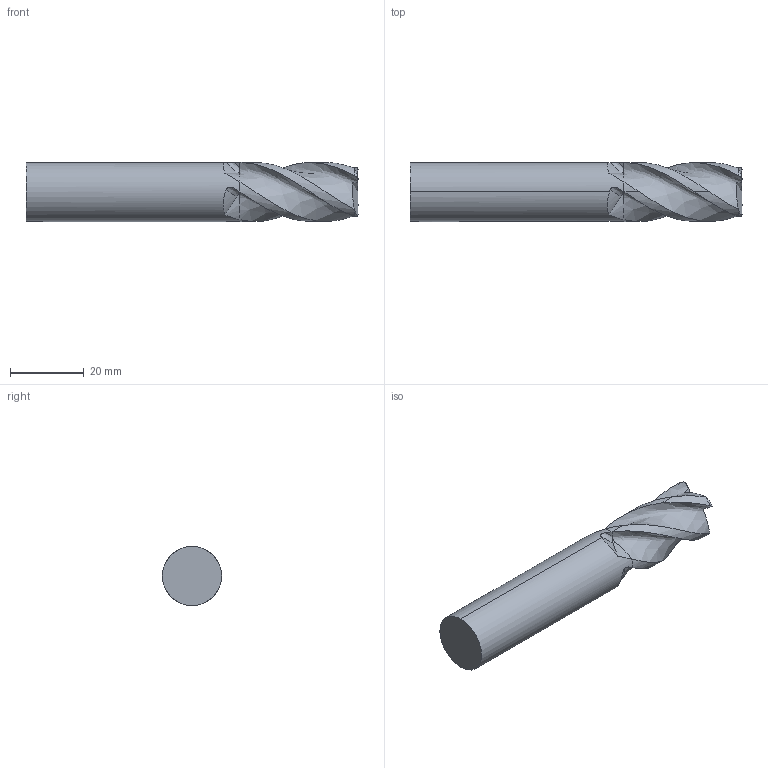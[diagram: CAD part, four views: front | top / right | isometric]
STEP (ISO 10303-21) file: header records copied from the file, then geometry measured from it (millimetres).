
FILE_DESCRIPTION (( 'STEP AP214' ), '1' );
FILE_NAME ('2570150021.STEP', '2011-12-03T20:29:19', ( '' ), ( '' ), 'SwSTEP 2.0', 'SolidWorks 2010', '' );
FILE_SCHEMA (( 'AUTOMOTIVE_DESIGN' ));
Length unit declared in the file: millimetre
Products named in the file (1): 2570150021
Bounding box: 90 x 16.01 x 16.01 mm (x, y, z)
Volume: 15695.4 mm3; surface area: 7004.9 mm2
Topology: 2 solids, 2 shells, 56 faces, 147 edges, 97 vertices
Faces by surface type: bspline 20, cylinder 16, plane 14, torus 4, cone 2
Entity records: 7925 total; most frequent: CARTESIAN_POINT 6716, ORIENTED_EDGE 294, DIRECTION 160, EDGE_CURVE 147, VERTEX_POINT 97, B_SPLINE_CURVE_WITH_KNOTS 91, AXIS2_PLACEMENT_3D 71, EDGE_LOOP 60
